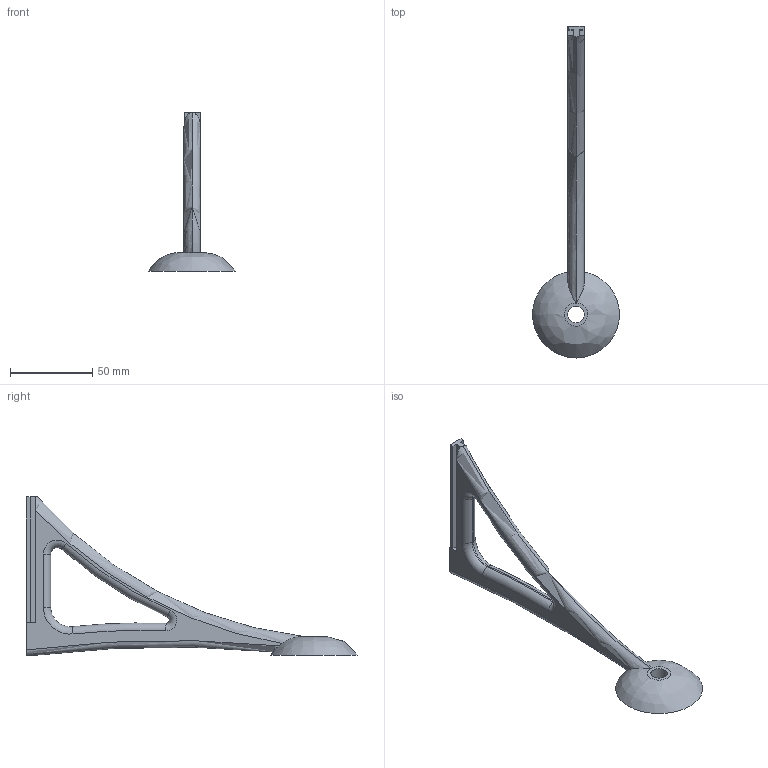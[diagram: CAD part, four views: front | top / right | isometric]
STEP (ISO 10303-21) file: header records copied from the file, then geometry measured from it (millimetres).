
FILE_DESCRIPTION(/* description */ (''),/* implementation_level */ '2;1');
FILE_NAME(/* name */ 'ground stand.step',/* time_stamp */ '2021-07-28T17:58:55+02:00',/* author */ (''),/* organization */ (''),/* preprocessor_version */ 'ST-DEVELOPER v18.1',/* originating_system */ 'Autodesk Translation Framework v10.9.0.1377',/* authorisation */ '');
FILE_SCHEMA (('AUTOMOTIVE_DESIGN { 1 0 10303 214 3 1 1 }'));
Length unit declared in the file: millimetre
Products named in the file (2): ground stand; 0
Assembly tree (1 placements, depth 2):
  ground stand
    0
Bounding box: 53.02 x 202.26 x 96.4 mm (x, y, z)
Volume: 56697.4 mm3; surface area: 19920.1 mm2
Topology: 1 solids, 1 shells, 44 faces, 114 edges, 72 vertices
Faces by surface type: plane 20, torus 14, cylinder 9, bspline 1
Full cylindrical faces by diameter (mm): 10 x1
Entity records: 1567 total; most frequent: CARTESIAN_POINT 414, DIRECTION 241, ORIENTED_EDGE 228, EDGE_CURVE 114, AXIS2_PLACEMENT_3D 96, VERTEX_POINT 72, LINE 49, VECTOR 49
